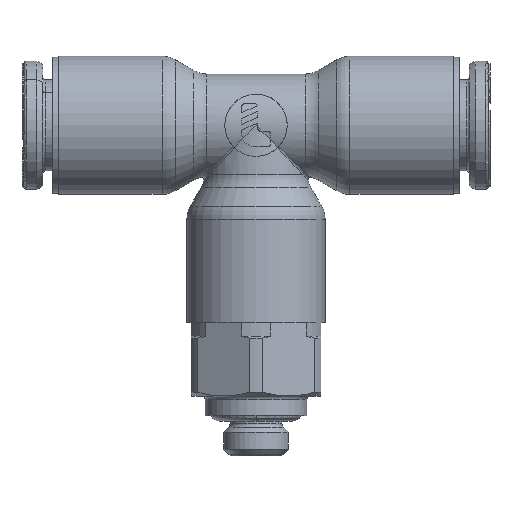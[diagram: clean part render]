
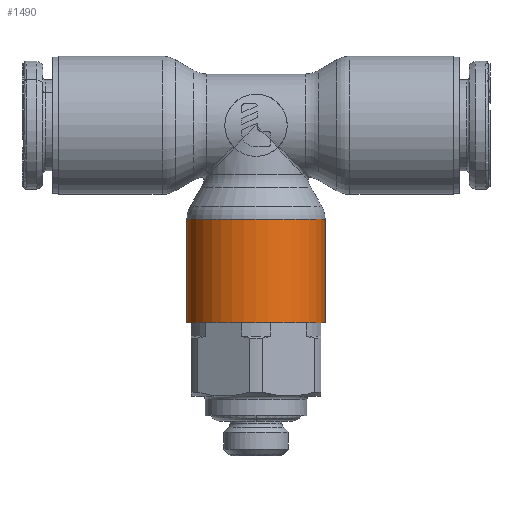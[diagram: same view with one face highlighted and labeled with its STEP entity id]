
A CAD part, top view. The second image highlights one B-rep face of the part: STEP entity #1490.
In plain terms, the highlighted cylindrical face has radius 5.325 mm (diameter 10.65 mm), a partial arc.
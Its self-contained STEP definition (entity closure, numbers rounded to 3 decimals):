
#1490=ADVANCED_FACE('',(#4079),#4080,.T.);
#4079=FACE_OUTER_BOUND('',#10464,.T.);
#4080=CYLINDRICAL_SURFACE('',#10465,5.325);
#10464=EDGE_LOOP('',(#20096,#20097,#20098,#20099));
#10465=AXIS2_PLACEMENT_3D('',#20100,#20101,#20102);
#20096=ORIENTED_EDGE('',*,*,#24844,.T.);
#20097=ORIENTED_EDGE('',*,*,#24841,.F.);
#20098=ORIENTED_EDGE('',*,*,#24838,.F.);
#20099=ORIENTED_EDGE('',*,*,#24843,.T.);
#20100=CARTESIAN_POINT('',(0.0,0.76,0.0));
#20101=DIRECTION('',(0.0,1.0,-0.0));
#20102=DIRECTION('',(-1.0,0.0,0.0));
#24838=EDGE_CURVE('',#30286,#30287,#30288,.T.);
#24841=EDGE_CURVE('',#30287,#30291,#30292,.T.);
#24843=EDGE_CURVE('',#30286,#30293,#30295,.T.);
#24844=EDGE_CURVE('',#30293,#30291,#30296,.T.);
#30286=VERTEX_POINT('',#41405);
#30287=VERTEX_POINT('',#41406);
#30288=CIRCLE('',#41407,5.325);
#30291=VERTEX_POINT('',#41410);
#30292=LINE('',#41411,#41412);
#30293=VERTEX_POINT('',#41413);
#30295=LINE('',#41415,#41416);
#30296=CIRCLE('',#41417,5.325);
#41405=CARTESIAN_POINT('',(5.325,-15.2,0.0));
#41406=CARTESIAN_POINT('',(-5.325,-15.2,0.0));
#41407=AXIS2_PLACEMENT_3D('',#46794,#46795,#46796);
#41410=CARTESIAN_POINT('',(-5.325,-7.236,0.0));
#41411=CARTESIAN_POINT('',(-5.325,-15.2,0.0));
#41412=VECTOR('',#46803,7.964);
#41413=CARTESIAN_POINT('',(5.325,-7.236,0.0));
#41415=CARTESIAN_POINT('',(5.325,-15.2,0.0));
#41416=VECTOR('',#46807,7.964);
#41417=AXIS2_PLACEMENT_3D('',#46808,#46809,#46810);
#46794=CARTESIAN_POINT('',(0.0,-15.2,0.0));
#46795=DIRECTION('',(0.0,-1.0,0.0));
#46796=DIRECTION('',(1.0,0.0,0.0));
#46803=DIRECTION('',(0.0,1.0,0.0));
#46807=DIRECTION('',(0.0,1.0,0.0));
#46808=CARTESIAN_POINT('',(0.0,-7.236,0.0));
#46809=DIRECTION('',(0.0,-1.0,0.0));
#46810=DIRECTION('',(1.0,0.0,0.0));
